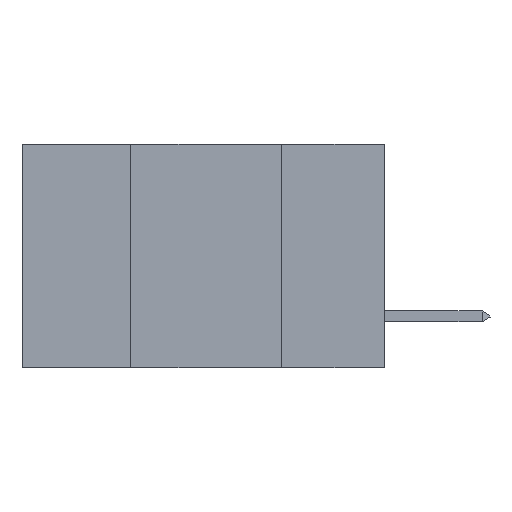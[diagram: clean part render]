
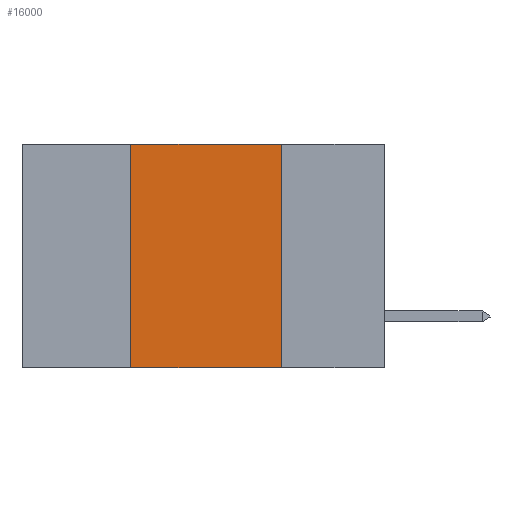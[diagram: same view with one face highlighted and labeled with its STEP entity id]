
A CAD part, left-side view. The second image highlights one B-rep face of the part: STEP entity #16000.
In plain terms, the highlighted planar face has unit normal (-1, 0, 0).
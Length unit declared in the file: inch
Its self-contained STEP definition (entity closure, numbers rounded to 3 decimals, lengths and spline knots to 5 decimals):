
#325 = VERTEX_POINT ( 'NONE', #15665 ) ;
#642 = AXIS2_PLACEMENT_3D ( 'NONE', #1743, #4488, #6935 ) ;
#674 = LINE ( 'NONE', #13660, #5576 ) ;
#1044 = FACE_OUTER_BOUND ( 'NONE', #5974, .T. ) ;
#1704 = CARTESIAN_POINT ( 'NONE',  ( 0., 0.42, -0.37 ) ) ;
#1743 = CARTESIAN_POINT ( 'NONE',  ( 0., 0.6, 0. ) ) ;
#1951 = CARTESIAN_POINT ( 'NONE',  ( 0., 0.6, 0. ) ) ;
#2155 = LINE ( 'NONE', #8613, #14998 ) ;
#2456 = VERTEX_POINT ( 'NONE', #1704 ) ;
#2855 = CARTESIAN_POINT ( 'NONE',  ( 0., 0.6, -0.37 ) ) ;
#3446 = EDGE_CURVE ( 'NONE', #2456, #325, #674, .T. ) ;
#4130 = CARTESIAN_POINT ( 'NONE',  ( 0., 0.17, 0. ) ) ;
#4488 = DIRECTION ( 'NONE',  ( 1., 0., 0. ) ) ;
#5576 = VECTOR ( 'NONE', #15031, 39.37008 ) ;
#5602 = DIRECTION ( 'NONE',  ( 0., -1., 0. ) ) ;
#5728 = EDGE_CURVE ( 'NONE', #325, #15198, #10645, .T. ) ;
#5974 = EDGE_LOOP ( 'NONE', ( #12807, #15942, #14277, #10307 ) ) ;
#6935 = DIRECTION ( 'NONE',  ( 0., 0., -1. ) ) ;
#7837 = VECTOR ( 'NONE', #5602, 39.37008 ) ;
#8269 = DIRECTION ( 'NONE',  ( 0., -1., 0. ) ) ;
#8613 = CARTESIAN_POINT ( 'NONE',  ( 0., 0.17, 0. ) ) ;
#10307 = ORIENTED_EDGE ( 'NONE', *, *, #15258, .T. ) ;
#10645 = LINE ( 'NONE', #1951, #16200 ) ;
#12750 = EDGE_CURVE ( 'NONE', #15198, #14583, #2155, .T. ) ;
#12807 = ORIENTED_EDGE ( 'NONE', *, *, #12750, .F. ) ;
#13241 = CARTESIAN_POINT ( 'NONE',  ( 0., 0.17, -0.37 ) ) ;
#13530 = PLANE ( 'NONE',  #642 ) ;
#13660 = CARTESIAN_POINT ( 'NONE',  ( 0., 0.42, 0. ) ) ;
#14034 = LINE ( 'NONE', #2855, #7837 ) ;
#14277 = ORIENTED_EDGE ( 'NONE', *, *, #3446, .F. ) ;
#14583 = VERTEX_POINT ( 'NONE', #13241 ) ;
#14975 = DIRECTION ( 'NONE',  ( 0., 0., -1. ) ) ;
#14998 = VECTOR ( 'NONE', #14975, 39.37008 ) ;
#15031 = DIRECTION ( 'NONE',  ( 0., 0., 1. ) ) ;
#15198 = VERTEX_POINT ( 'NONE', #4130 ) ;
#15258 = EDGE_CURVE ( 'NONE', #2456, #14583, #14034, .T. ) ;
#15665 = CARTESIAN_POINT ( 'NONE',  ( 0., 0.42, 0. ) ) ;
#15942 = ORIENTED_EDGE ( 'NONE', *, *, #5728, .F. ) ;
#16000 = ADVANCED_FACE ( 'NONE', ( #1044 ), #13530, .F. ) ;
#16200 = VECTOR ( 'NONE', #8269, 39.37008 ) ;
